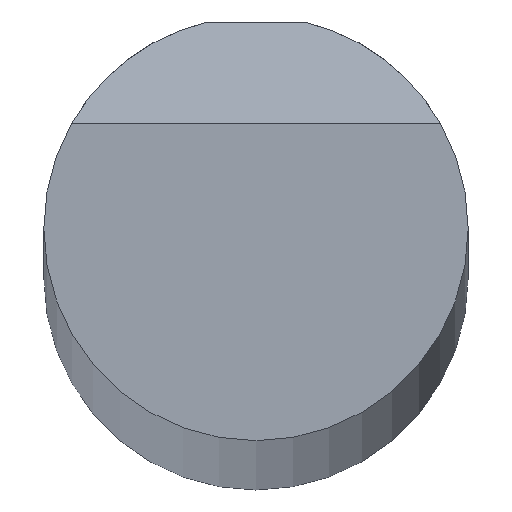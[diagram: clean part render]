
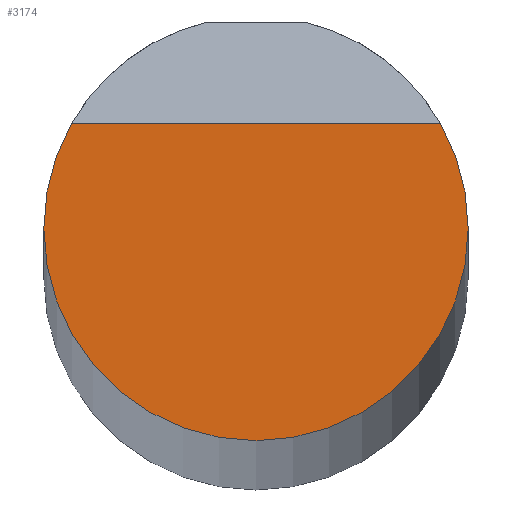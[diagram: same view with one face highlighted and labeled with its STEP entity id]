
A CAD part, top view. The second image highlights one B-rep face of the part: STEP entity #3174.
In plain terms, the highlighted planar face has unit normal (0, 0, 1).
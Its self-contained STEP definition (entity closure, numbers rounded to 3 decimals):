
#184 = CARTESIAN_POINT ( 'NONE',  ( 6.518, 3.711, 999.6 ) ) ;
#1412 = CARTESIAN_POINT ( 'NONE',  ( 0., 0., 999.6 ) ) ;
#3174 = ADVANCED_FACE ( 'NONE', ( #25700 ), #17151, .T. ) ;
#3728 = AXIS2_PLACEMENT_3D ( 'NONE', #1412, #26784, #43607 ) ;
#5815 = ORIENTED_EDGE ( 'NONE', *, *, #15677, .F. ) ;
#6817 = EDGE_CURVE ( 'NONE', #7898, #23466, #38172, .T. ) ;
#7898 = VERTEX_POINT ( 'NONE', #22813 ) ;
#9310 = CARTESIAN_POINT ( 'NONE',  ( 7.501, 3.711, 999.6 ) ) ;
#9542 = AXIS2_PLACEMENT_3D ( 'NONE', #44492, #52212, #22985 ) ;
#11737 = DIRECTION ( 'NONE',  ( 1., 0., 0. ) ) ;
#11758 = AXIS2_PLACEMENT_3D ( 'NONE', #20289, #19482, #11737 ) ;
#15677 = EDGE_CURVE ( 'NONE', #20413, #37812, #29992, .T. ) ;
#17151 = PLANE ( 'NONE',  #3728 ) ;
#18151 = DIRECTION ( 'NONE',  ( 1., 0., 0. ) ) ;
#19482 = DIRECTION ( 'NONE',  ( 0., 0., 1. ) ) ;
#20289 = CARTESIAN_POINT ( 'NONE',  ( 0., 0., 999.6 ) ) ;
#20413 = VERTEX_POINT ( 'NONE', #32418 ) ;
#20875 = DIRECTION ( 'NONE',  ( 1., 0., 0. ) ) ;
#22813 = CARTESIAN_POINT ( 'NONE',  ( -7.5, 0., 999.6 ) ) ;
#22985 = DIRECTION ( 'NONE',  ( 1., 0., 0. ) ) ;
#23466 = VERTEX_POINT ( 'NONE', #30491 ) ;
#23960 = EDGE_CURVE ( 'NONE', #20413, #7898, #30675, .T. ) ;
#25700 = FACE_OUTER_BOUND ( 'NONE', #28017, .T. ) ;
#26784 = DIRECTION ( 'NONE',  ( 0., 0., 1. ) ) ;
#28017 = EDGE_LOOP ( 'NONE', ( #51058, #44071, #54337, #5815 ) ) ;
#29992 = LINE ( 'NONE', #9310, #53693 ) ;
#30491 = CARTESIAN_POINT ( 'NONE',  ( 7.5, 0., 999.6 ) ) ;
#30675 = CIRCLE ( 'NONE', #9542, 7.5 ) ;
#31823 = EDGE_CURVE ( 'NONE', #23466, #37812, #49939, .T. ) ;
#32418 = CARTESIAN_POINT ( 'NONE',  ( -6.518, 3.711, 999.6 ) ) ;
#37812 = VERTEX_POINT ( 'NONE', #184 ) ;
#38172 = CIRCLE ( 'NONE', #11758, 7.5 ) ;
#38468 = AXIS2_PLACEMENT_3D ( 'NONE', #50110, #45433, #20875 ) ;
#43607 = DIRECTION ( 'NONE',  ( 1., 0., 0. ) ) ;
#44071 = ORIENTED_EDGE ( 'NONE', *, *, #6817, .T. ) ;
#44492 = CARTESIAN_POINT ( 'NONE',  ( 0., 0., 999.6 ) ) ;
#45433 = DIRECTION ( 'NONE',  ( 0., 0., 1. ) ) ;
#49939 = CIRCLE ( 'NONE', #38468, 7.5 ) ;
#50110 = CARTESIAN_POINT ( 'NONE',  ( 0., 0., 999.6 ) ) ;
#51058 = ORIENTED_EDGE ( 'NONE', *, *, #23960, .T. ) ;
#52212 = DIRECTION ( 'NONE',  ( 0., 0., 1. ) ) ;
#53693 = VECTOR ( 'NONE', #18151, 1000. ) ;
#54337 = ORIENTED_EDGE ( 'NONE', *, *, #31823, .T. ) ;
